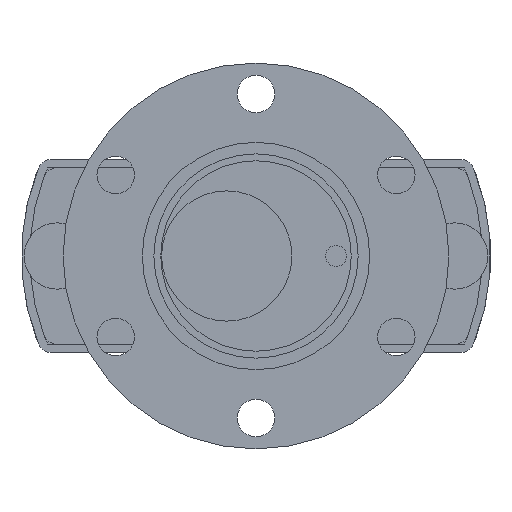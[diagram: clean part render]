
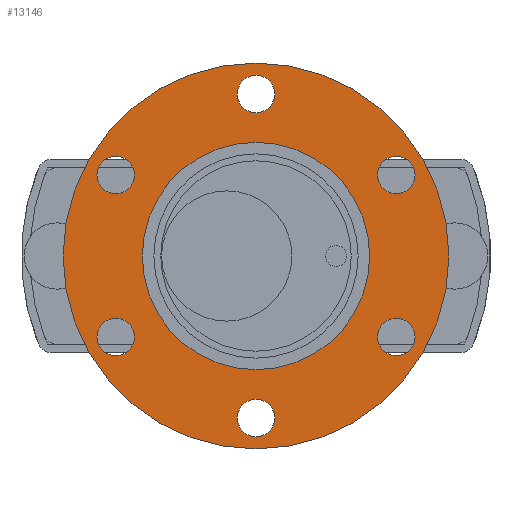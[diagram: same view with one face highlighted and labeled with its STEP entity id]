
A CAD part, front view. The second image highlights one B-rep face of the part: STEP entity #13146.
In plain terms, the highlighted planar face has unit normal (0, -1, 0).
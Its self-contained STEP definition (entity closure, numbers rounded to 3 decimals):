
#70=CARTESIAN_POINT('',(1.7,-50.0,32.294));
#71=VERTEX_POINT('',#70);
#72=CARTESIAN_POINT('',(0.,-50.0,29.35));
#73=DIRECTION('',(0.,1.,0.));
#74=DIRECTION('',(0.5,0.,0.866));
#75=AXIS2_PLACEMENT_3D('',#72,#73,#74);
#76=CIRCLE('',#75,3.4);
#77=EDGE_CURVE('',#71,#71,#76,.T.);
#119=CARTESIAN_POINT('',(-27.118,-50.0,17.619));
#120=VERTEX_POINT('',#119);
#121=CARTESIAN_POINT('',(-25.418,-50.0,14.675));
#122=DIRECTION('',(0.,1.0,0.));
#123=DIRECTION('',(-0.5,0.,0.866));
#124=AXIS2_PLACEMENT_3D('',#121,#122,#123);
#125=CIRCLE('',#124,3.4);
#126=EDGE_CURVE('',#120,#120,#125,.T.);
#168=CARTESIAN_POINT('',(-28.818,-50.0,-14.675));
#169=VERTEX_POINT('',#168);
#170=CARTESIAN_POINT('',(-25.418,-50.0,-14.675));
#171=DIRECTION('',(0.0,1.0,0.0));
#172=DIRECTION('',(-1.0,0.0,0.0));
#173=AXIS2_PLACEMENT_3D('',#170,#171,#172);
#174=CIRCLE('',#173,3.4);
#175=EDGE_CURVE('',#169,#169,#174,.T.);
#217=CARTESIAN_POINT('',(-1.7,-50.0,-32.294));
#218=VERTEX_POINT('',#217);
#219=CARTESIAN_POINT('',(0.,-50.0,-29.35));
#220=DIRECTION('',(0.,1.,0.));
#221=DIRECTION('',(-0.5,0.,-0.866));
#222=AXIS2_PLACEMENT_3D('',#219,#220,#221);
#223=CIRCLE('',#222,3.4);
#224=EDGE_CURVE('',#218,#218,#223,.T.);
#266=CARTESIAN_POINT('',(27.118,-50.0,-17.619));
#267=VERTEX_POINT('',#266);
#268=CARTESIAN_POINT('',(25.418,-50.0,-14.675));
#269=DIRECTION('',(0.,1.,0.));
#270=DIRECTION('',(0.5,0.,-0.866));
#271=AXIS2_PLACEMENT_3D('',#268,#269,#270);
#272=CIRCLE('',#271,3.4);
#273=EDGE_CURVE('',#267,#267,#272,.T.);
#315=CARTESIAN_POINT('',(28.818,-50.0,14.675));
#316=VERTEX_POINT('',#315);
#317=CARTESIAN_POINT('',(25.418,-50.0,14.675));
#318=DIRECTION('',(0.0,1.0,0.0));
#319=DIRECTION('',(1.0,0.0,0.0));
#320=AXIS2_PLACEMENT_3D('',#317,#318,#319);
#321=CIRCLE('',#320,3.4);
#322=EDGE_CURVE('',#316,#316,#321,.T.);
#13094=CARTESIAN_POINT('',(-20.6,-50.0,0.0));
#13095=VERTEX_POINT('',#13094);
#13096=CARTESIAN_POINT('',(0.,-50.0,0.0));
#13097=DIRECTION('',(0.0,1.0,0.0));
#13098=DIRECTION('',(-1.0,0.0,0.0));
#13099=AXIS2_PLACEMENT_3D('',#13096,#13097,#13098);
#13100=CIRCLE('',#13099,20.6);
#13101=EDGE_CURVE('',#13095,#13095,#13100,.T.);
#13109=CARTESIAN_POINT('',(-17.475,-50.0,0.0));
#13110=DIRECTION('',(0.0,-1.0,0.0));
#13111=DIRECTION('',(0.0,0.0,-1.0));
#13112=AXIS2_PLACEMENT_3D('',#13109,#13110,#13111);
#13113=PLANE('',#13112);
#13114=CARTESIAN_POINT('',(-34.95,-50.,0.0));
#13115=VERTEX_POINT('',#13114);
#13116=CARTESIAN_POINT('',(0.,-50.,0.0));
#13117=DIRECTION('',(0.0,1.0,0.0));
#13118=DIRECTION('',(-1.0,0.0,0.0));
#13119=AXIS2_PLACEMENT_3D('',#13116,#13117,#13118);
#13120=CIRCLE('',#13119,34.95);
#13121=EDGE_CURVE('',#13115,#13115,#13120,.T.);
#13122=ORIENTED_EDGE('',*,*,#13121,.F.);
#13123=EDGE_LOOP('',(#13122));
#13124=FACE_OUTER_BOUND('',#13123,.T.);
#13125=ORIENTED_EDGE('',*,*,#77,.T.);
#13126=EDGE_LOOP('',(#13125));
#13127=FACE_BOUND('',#13126,.T.);
#13128=ORIENTED_EDGE('',*,*,#126,.T.);
#13129=EDGE_LOOP('',(#13128));
#13130=FACE_BOUND('',#13129,.T.);
#13131=ORIENTED_EDGE('',*,*,#175,.T.);
#13132=EDGE_LOOP('',(#13131));
#13133=FACE_BOUND('',#13132,.T.);
#13134=ORIENTED_EDGE('',*,*,#224,.T.);
#13135=EDGE_LOOP('',(#13134));
#13136=FACE_BOUND('',#13135,.T.);
#13137=ORIENTED_EDGE('',*,*,#273,.T.);
#13138=EDGE_LOOP('',(#13137));
#13139=FACE_BOUND('',#13138,.T.);
#13140=ORIENTED_EDGE('',*,*,#322,.T.);
#13141=EDGE_LOOP('',(#13140));
#13142=FACE_BOUND('',#13141,.T.);
#13143=ORIENTED_EDGE('',*,*,#13101,.T.);
#13144=EDGE_LOOP('',(#13143));
#13145=FACE_BOUND('',#13144,.T.);
#13146=ADVANCED_FACE('',(#13124,#13127,#13130,#13133,#13136,#13139,#13142,#13145),#13113,.T.);
